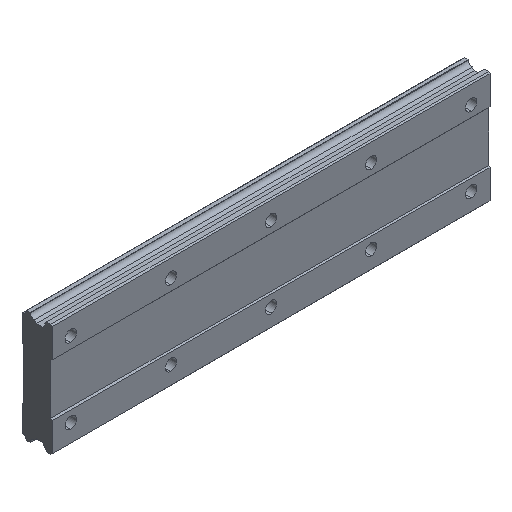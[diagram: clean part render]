
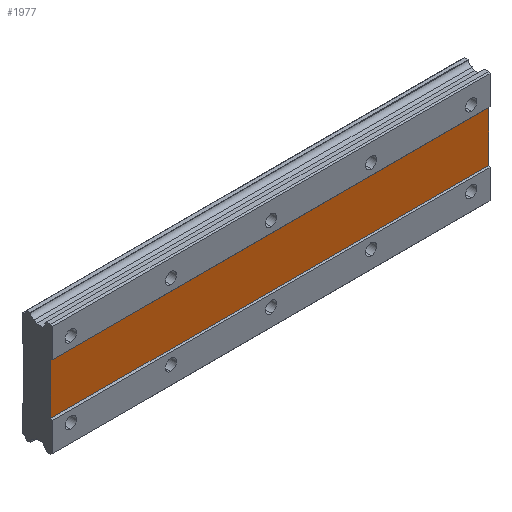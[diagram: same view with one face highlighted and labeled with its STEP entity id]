
A CAD part, isometric view. The second image highlights one B-rep face of the part: STEP entity #1977.
In plain terms, the highlighted planar face has unit normal (0, -1, 0).
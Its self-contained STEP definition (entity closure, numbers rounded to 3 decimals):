
#140 = CARTESIAN_POINT ( 'NONE',  ( 335., 1., 20. ) ) ;
#145 = CARTESIAN_POINT ( 'NONE',  ( 335., 1., 44.91 ) ) ;
#203 = CARTESIAN_POINT ( 'NONE',  ( 335., 1., 20. ) ) ;
#221 = CARTESIAN_POINT ( 'NONE',  ( 335., 1., -20. ) ) ;
#249 = VECTOR ( 'NONE', #2348, 1000. ) ;
#270 = EDGE_CURVE ( 'NONE', #1669, #2378, #1403, .T. ) ;
#338 = CARTESIAN_POINT ( 'NONE',  ( -15., 1., -20. ) ) ;
#446 = EDGE_CURVE ( 'NONE', #2378, #1803, #834, .T. ) ;
#594 = VECTOR ( 'NONE', #1144, 1000. ) ;
#609 = EDGE_CURVE ( 'NONE', #2652, #1803, #2174, .T. ) ;
#834 = LINE ( 'NONE', #221, #249 ) ;
#955 = AXIS2_PLACEMENT_3D ( 'NONE', #203, #2478, #1040 ) ;
#981 = DIRECTION ( 'NONE',  ( 1., 0., 0. ) ) ;
#1040 = DIRECTION ( 'NONE',  ( 0., 0., 1. ) ) ;
#1144 = DIRECTION ( 'NONE',  ( 0., 0., -1. ) ) ;
#1403 = LINE ( 'NONE', #145, #2427 ) ;
#1619 = ORIENTED_EDGE ( 'NONE', *, *, #609, .T. ) ;
#1665 = FACE_OUTER_BOUND ( 'NONE', #1745, .T. ) ;
#1669 = VERTEX_POINT ( 'NONE', #2293 ) ;
#1677 = PLANE ( 'NONE',  #955 ) ;
#1745 = EDGE_LOOP ( 'NONE', ( #2499, #2598, #2441, #1619 ) ) ;
#1751 = CARTESIAN_POINT ( 'NONE',  ( -15., 1., 44.91 ) ) ;
#1756 = CARTESIAN_POINT ( 'NONE',  ( -15., 1., 20. ) ) ;
#1803 = VERTEX_POINT ( 'NONE', #338 ) ;
#1827 = LINE ( 'NONE', #140, #2275 ) ;
#1939 = CARTESIAN_POINT ( 'NONE',  ( 335., 1., -20. ) ) ;
#1977 = ADVANCED_FACE ( 'NONE', ( #1665 ), #1677, .F. ) ;
#2023 = DIRECTION ( 'NONE',  ( 0., 0., -1. ) ) ;
#2174 = LINE ( 'NONE', #1751, #594 ) ;
#2275 = VECTOR ( 'NONE', #981, 1000. ) ;
#2293 = CARTESIAN_POINT ( 'NONE',  ( 335., 1., 20. ) ) ;
#2336 = EDGE_CURVE ( 'NONE', #2652, #1669, #1827, .T. ) ;
#2348 = DIRECTION ( 'NONE',  ( -1., 0., 0. ) ) ;
#2378 = VERTEX_POINT ( 'NONE', #1939 ) ;
#2427 = VECTOR ( 'NONE', #2023, 1000. ) ;
#2441 = ORIENTED_EDGE ( 'NONE', *, *, #2336, .F. ) ;
#2478 = DIRECTION ( 'NONE',  ( 0., 1., 0. ) ) ;
#2499 = ORIENTED_EDGE ( 'NONE', *, *, #446, .F. ) ;
#2598 = ORIENTED_EDGE ( 'NONE', *, *, #270, .F. ) ;
#2652 = VERTEX_POINT ( 'NONE', #1756 ) ;
